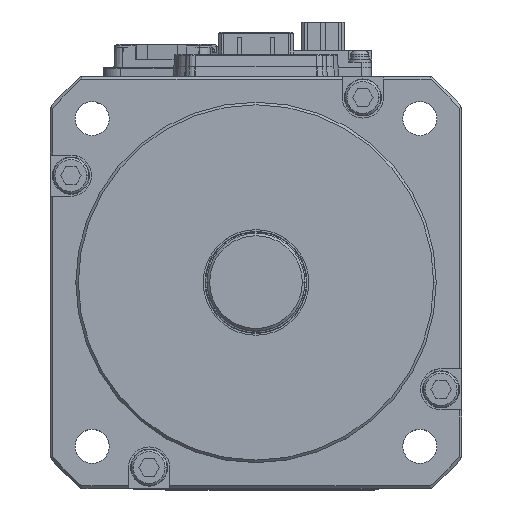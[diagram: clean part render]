
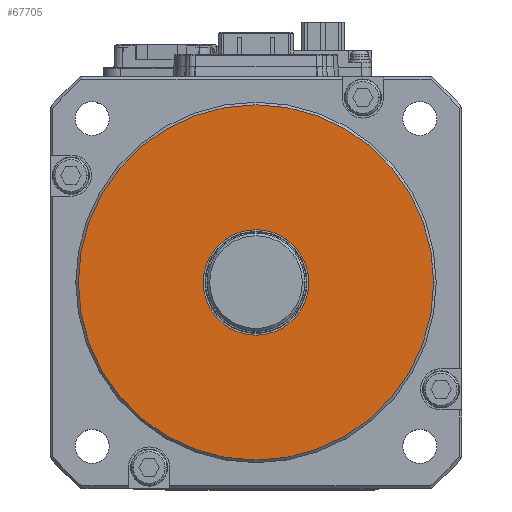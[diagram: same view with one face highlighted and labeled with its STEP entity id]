
A CAD part, top view. The second image highlights one B-rep face of the part: STEP entity #67705.
In plain terms, the highlighted planar face has unit normal (0, 0, 1).
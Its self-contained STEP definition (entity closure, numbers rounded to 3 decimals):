
#3261 = AXIS2_PLACEMENT_3D ( 'NONE', #97382, #61528, #68532 ) ;
#4300 = DIRECTION ( 'NONE',  ( 0., 0., 1. ) ) ;
#9873 = CIRCLE ( 'NONE', #47929, 10.25 ) ;
#11410 = VERTEX_POINT ( 'NONE', #41543 ) ;
#13223 = VERTEX_POINT ( 'NONE', #32937 ) ;
#16056 = CARTESIAN_POINT ( 'NONE',  ( 0., 0., 59.5 ) ) ;
#21517 = ORIENTED_EDGE ( 'NONE', *, *, #69360, .F. ) ;
#21576 = ORIENTED_EDGE ( 'NONE', *, *, #76795, .F. ) ;
#22257 = FACE_OUTER_BOUND ( 'NONE', #68001, .T. ) ;
#22283 = CIRCLE ( 'NONE', #74708, 34.5 ) ;
#22288 = CARTESIAN_POINT ( 'NONE',  ( 10.25, 0., 59.5 ) ) ;
#22556 = DIRECTION ( 'NONE',  ( 0., 0., 1. ) ) ;
#29930 = AXIS2_PLACEMENT_3D ( 'NONE', #49583, #4300, #34639 ) ;
#30296 = EDGE_CURVE ( 'NONE', #69207, #11410, #22283, .T. ) ;
#30666 = PLANE ( 'NONE',  #3261 ) ;
#31738 = CIRCLE ( 'NONE', #52384, 10.25 ) ;
#32937 = CARTESIAN_POINT ( 'NONE',  ( -10.25, 0., 59.5 ) ) ;
#34639 = DIRECTION ( 'NONE',  ( 1., 0., 0. ) ) ;
#34875 = DIRECTION ( 'NONE',  ( 0., 0., 1. ) ) ;
#40860 = DIRECTION ( 'NONE',  ( 1., 0., 0. ) ) ;
#41543 = CARTESIAN_POINT ( 'NONE',  ( -34.5, 0., 59.5 ) ) ;
#47929 = AXIS2_PLACEMENT_3D ( 'NONE', #82609, #34875, #40860 ) ;
#49583 = CARTESIAN_POINT ( 'NONE',  ( 0., 0., 59.5 ) ) ;
#51055 = EDGE_LOOP ( 'NONE', ( #21517, #21576 ) ) ;
#52384 = AXIS2_PLACEMENT_3D ( 'NONE', #16056, #22556, #83377 ) ;
#57738 = CARTESIAN_POINT ( 'NONE',  ( 34.5, 0., 59.5 ) ) ;
#59072 = DIRECTION ( 'NONE',  ( 1., 0., 0. ) ) ;
#61528 = DIRECTION ( 'NONE',  ( 0., 0., 1. ) ) ;
#66464 = CIRCLE ( 'NONE', #29930, 34.5 ) ;
#66974 = VERTEX_POINT ( 'NONE', #22288 ) ;
#67705 = ADVANCED_FACE ( 'NONE', ( #22257, #82081 ), #30666, .T. ) ;
#68001 = EDGE_LOOP ( 'NONE', ( #88599, #88962 ) ) ;
#68532 = DIRECTION ( 'NONE',  ( 1., 0., 0. ) ) ;
#69207 = VERTEX_POINT ( 'NONE', #57738 ) ;
#69360 = EDGE_CURVE ( 'NONE', #13223, #66974, #9873, .T. ) ;
#73082 = CARTESIAN_POINT ( 'NONE',  ( 0., 0., 59.5 ) ) ;
#74708 = AXIS2_PLACEMENT_3D ( 'NONE', #73082, #89535, #59072 ) ;
#75495 = EDGE_CURVE ( 'NONE', #11410, #69207, #66464, .T. ) ;
#76795 = EDGE_CURVE ( 'NONE', #66974, #13223, #31738, .T. ) ;
#82081 = FACE_BOUND ( 'NONE', #51055, .T. ) ;
#82609 = CARTESIAN_POINT ( 'NONE',  ( 0., 0., 59.5 ) ) ;
#83377 = DIRECTION ( 'NONE',  ( 1., 0., 0. ) ) ;
#88599 = ORIENTED_EDGE ( 'NONE', *, *, #75495, .T. ) ;
#88962 = ORIENTED_EDGE ( 'NONE', *, *, #30296, .T. ) ;
#89535 = DIRECTION ( 'NONE',  ( 0., 0., 1. ) ) ;
#97382 = CARTESIAN_POINT ( 'NONE',  ( 0., 0., 59.5 ) ) ;
